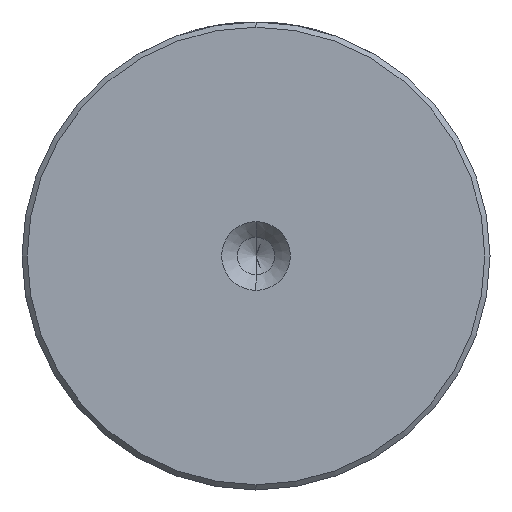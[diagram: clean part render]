
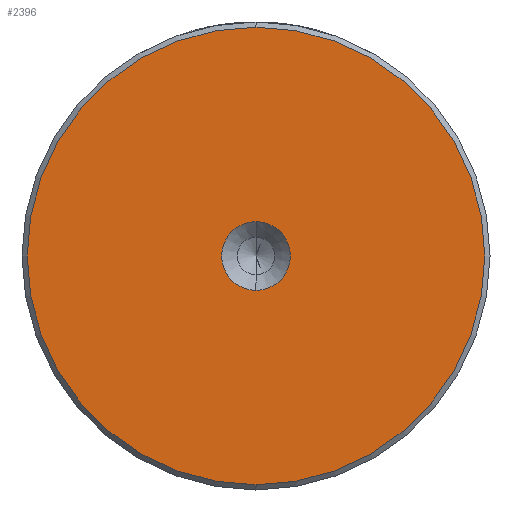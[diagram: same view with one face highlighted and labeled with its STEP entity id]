
A CAD part, left-side view. The second image highlights one B-rep face of the part: STEP entity #2396.
In plain terms, the highlighted planar face has unit normal (-1, 0, 0).
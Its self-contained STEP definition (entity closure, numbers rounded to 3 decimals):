
#262 = DIRECTION ( 'NONE',  ( 0., 0., 1. ) ) ;
#428 = AXIS2_PLACEMENT_3D ( 'NONE', #946, #2701, #1207 ) ;
#475 = FACE_OUTER_BOUND ( 'NONE', #2353, .T. ) ;
#490 = AXIS2_PLACEMENT_3D ( 'NONE', #1125, #2875, #1386 ) ;
#557 = CARTESIAN_POINT ( 'NONE',  ( 0., 0., 0. ) ) ;
#682 = AXIS2_PLACEMENT_3D ( 'NONE', #2389, #870, #2625 ) ;
#745 = ORIENTED_EDGE ( 'NONE', *, *, #1291, .T. ) ;
#870 = DIRECTION ( 'NONE',  ( -1., 0., 0. ) ) ;
#946 = CARTESIAN_POINT ( 'NONE',  ( 0., 0., 0. ) ) ;
#957 = CARTESIAN_POINT ( 'NONE',  ( 0., 0., 3.3 ) ) ;
#959 = EDGE_CURVE ( 'NONE', #2095, #1805, #2723, .T. ) ;
#1082 = FACE_BOUND ( 'NONE', #1459, .T. ) ;
#1125 = CARTESIAN_POINT ( 'NONE',  ( 0., 0., 0. ) ) ;
#1207 = DIRECTION ( 'NONE',  ( 0., 0., 1. ) ) ;
#1291 = EDGE_CURVE ( 'NONE', #1805, #2095, #2444, .T. ) ;
#1333 = AXIS2_PLACEMENT_3D ( 'NONE', #557, #2833, #1345 ) ;
#1345 = DIRECTION ( 'NONE',  ( 0., 0., 1. ) ) ;
#1386 = DIRECTION ( 'NONE',  ( 0., 0., 1. ) ) ;
#1459 = EDGE_LOOP ( 'NONE', ( #1506, #1943 ) ) ;
#1506 = ORIENTED_EDGE ( 'NONE', *, *, #1587, .F. ) ;
#1587 = EDGE_CURVE ( 'NONE', #2090, #3275, #3055, .T. ) ;
#1713 = EDGE_CURVE ( 'NONE', #3275, #2090, #3312, .T. ) ;
#1805 = VERTEX_POINT ( 'NONE', #2970 ) ;
#1821 = DIRECTION ( 'NONE',  ( -1., 0., 0. ) ) ;
#1943 = ORIENTED_EDGE ( 'NONE', *, *, #1713, .F. ) ;
#2090 = VERTEX_POINT ( 'NONE', #957 ) ;
#2095 = VERTEX_POINT ( 'NONE', #2716 ) ;
#2353 = EDGE_LOOP ( 'NONE', ( #745, #2558 ) ) ;
#2389 = CARTESIAN_POINT ( 'NONE',  ( 0., 0., 0. ) ) ;
#2396 = ADVANCED_FACE ( 'NONE', ( #475, #1082 ), #2590, .T. ) ;
#2444 = CIRCLE ( 'NONE', #3315, 22. ) ;
#2558 = ORIENTED_EDGE ( 'NONE', *, *, #959, .T. ) ;
#2590 = PLANE ( 'NONE',  #1333 ) ;
#2625 = DIRECTION ( 'NONE',  ( 0., 0., 1. ) ) ;
#2701 = DIRECTION ( 'NONE',  ( -1., 0., 0. ) ) ;
#2716 = CARTESIAN_POINT ( 'NONE',  ( 0., 0., 22. ) ) ;
#2723 = CIRCLE ( 'NONE', #490, 22. ) ;
#2833 = DIRECTION ( 'NONE',  ( -1., 0., 0. ) ) ;
#2875 = DIRECTION ( 'NONE',  ( -1., 0., 0. ) ) ;
#2970 = CARTESIAN_POINT ( 'NONE',  ( 0., 0., -22. ) ) ;
#3016 = CARTESIAN_POINT ( 'NONE',  ( 0., 0., -3.3 ) ) ;
#3055 = CIRCLE ( 'NONE', #682, 3.3 ) ;
#3275 = VERTEX_POINT ( 'NONE', #3016 ) ;
#3304 = CARTESIAN_POINT ( 'NONE',  ( 0., 0., 0. ) ) ;
#3312 = CIRCLE ( 'NONE', #428, 3.3 ) ;
#3315 = AXIS2_PLACEMENT_3D ( 'NONE', #3304, #1821, #262 ) ;
